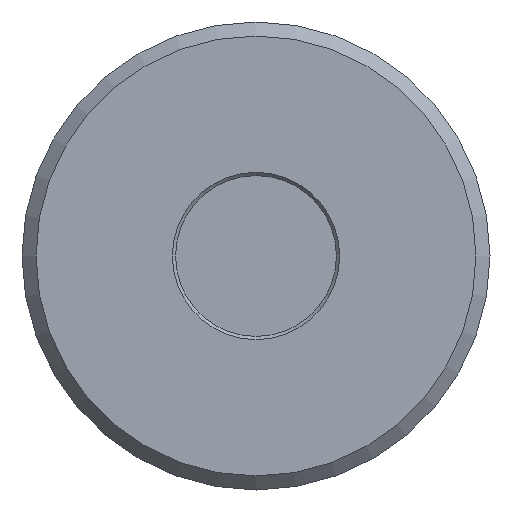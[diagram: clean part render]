
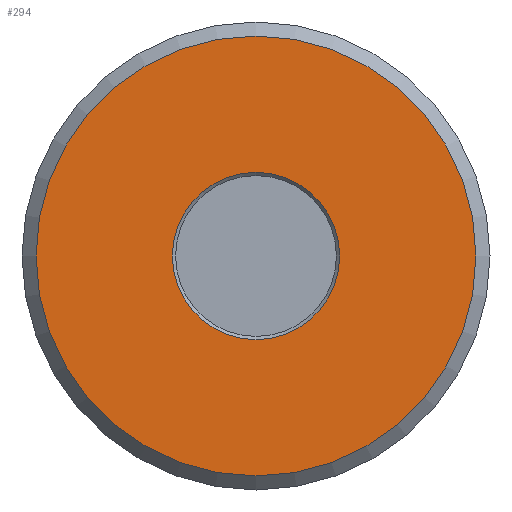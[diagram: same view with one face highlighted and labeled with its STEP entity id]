
A CAD part, front view. The second image highlights one B-rep face of the part: STEP entity #294.
In plain terms, the highlighted planar face has unit normal (0, -1, 0).
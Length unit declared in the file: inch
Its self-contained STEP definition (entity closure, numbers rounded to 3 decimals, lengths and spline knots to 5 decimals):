
#37 = DIRECTION ( 'NONE',  ( 0., 0., 1. ) ) ;
#46 = DIRECTION ( 'NONE',  ( 0., 1., 0. ) ) ;
#71 = FACE_BOUND ( 'NONE', #196, .T. ) ;
#75 = CARTESIAN_POINT ( 'NONE',  ( -0.17882, 0., 0. ) ) ;
#81 = FACE_OUTER_BOUND ( 'NONE', #323, .T. ) ;
#101 = CIRCLE ( 'NONE', #282, 0.47 ) ;
#133 = DIRECTION ( 'NONE',  ( 0., 0., -1. ) ) ;
#137 = DIRECTION ( 'NONE',  ( 0., -1., 0. ) ) ;
#140 = PLANE ( 'NONE',  #380 ) ;
#195 = CARTESIAN_POINT ( 'NONE',  ( 0., 0., 0. ) ) ;
#196 = EDGE_LOOP ( 'NONE', ( #458 ) ) ;
#206 = CIRCLE ( 'NONE', #401, 0.17882 ) ;
#238 = VERTEX_POINT ( 'NONE', #257 ) ;
#257 = CARTESIAN_POINT ( 'NONE',  ( 0., 0., 0.17882 ) ) ;
#261 = CARTESIAN_POINT ( 'NONE',  ( 0., 0., 0.47 ) ) ;
#282 = AXIS2_PLACEMENT_3D ( 'NONE', #379, #370, #368 ) ;
#294 = ADVANCED_FACE ( 'NONE', ( #71, #81 ), #140, .T. ) ;
#323 = EDGE_LOOP ( 'NONE', ( #499 ) ) ;
#348 = VERTEX_POINT ( 'NONE', #261 ) ;
#368 = DIRECTION ( 'NONE',  ( 0., 0., 1. ) ) ;
#370 = DIRECTION ( 'NONE',  ( 0., 1., 0. ) ) ;
#379 = CARTESIAN_POINT ( 'NONE',  ( 0., 0., 0. ) ) ;
#380 = AXIS2_PLACEMENT_3D ( 'NONE', #75, #137, #133 ) ;
#401 = AXIS2_PLACEMENT_3D ( 'NONE', #195, #46, #37 ) ;
#458 = ORIENTED_EDGE ( 'NONE', *, *, #507, .T. ) ;
#486 = EDGE_CURVE ( 'NONE', #348, #348, #101, .T. ) ;
#499 = ORIENTED_EDGE ( 'NONE', *, *, #486, .F. ) ;
#507 = EDGE_CURVE ( 'NONE', #238, #238, #206, .T. ) ;
